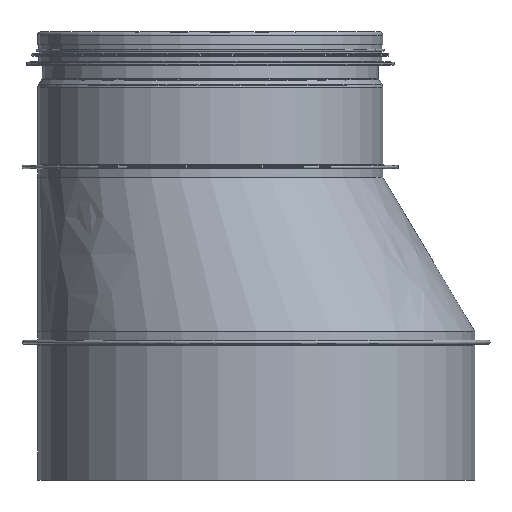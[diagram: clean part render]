
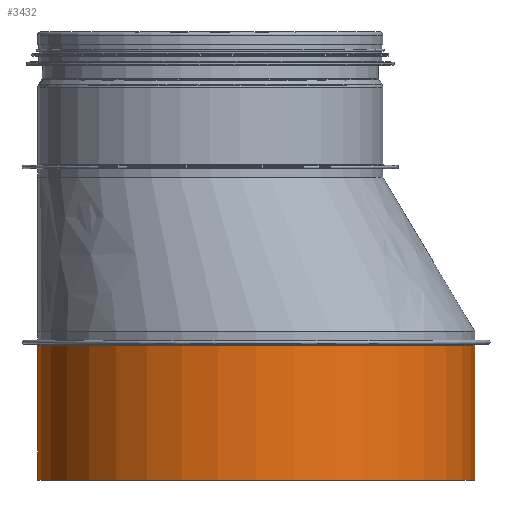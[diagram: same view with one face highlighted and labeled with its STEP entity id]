
A CAD part, front view. The second image highlights one B-rep face of the part: STEP entity #3432.
In plain terms, the highlighted cylindrical face has radius 100.675 mm (diameter 201.35 mm), a full revolution.
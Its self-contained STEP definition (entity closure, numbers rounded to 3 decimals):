
#3057=CARTESIAN_POINT('',(100.675,62.,0.0));
#3058=VERTEX_POINT('',#3057);
#3099=CARTESIAN_POINT('',(100.675,62.,-0.002));
#3100=VERTEX_POINT('',#3099);
#3123=CARTESIAN_POINT('',(100.675,0.0,0.0));
#3124=VERTEX_POINT('',#3123);
#3125=CARTESIAN_POINT('',(100.675,0.0,0.0));
#3126=DIRECTION('',(0.0,1.0,0.0));
#3127=VECTOR('',#3126,62.);
#3128=LINE('',#3125,#3127);
#3129=EDGE_CURVE('',#3124,#3058,#3128,.T.);
#3184=CARTESIAN_POINT('',(100.675,0.0,-0.002));
#3185=VERTEX_POINT('',#3184);
#3202=CARTESIAN_POINT('',(0.0,0.0,0.0));
#3203=DIRECTION('',(0.0,-1.0,0.0));
#3204=DIRECTION('',(1.0,0.0,0.0));
#3205=AXIS2_PLACEMENT_3D('',#3202,#3203,#3204);
#3206=CIRCLE('',#3205,100.675);
#3207=EDGE_CURVE('',#3124,#3185,#3206,.T.);
#3404=CARTESIAN_POINT('',(0.0,62.,0.0));
#3405=DIRECTION('',(0.0,-1.0,0.0));
#3406=DIRECTION('',(1.0,0.0,0.0));
#3407=AXIS2_PLACEMENT_3D('',#3404,#3405,#3406);
#3408=CIRCLE('',#3407,100.675);
#3409=EDGE_CURVE('',#3058,#3100,#3408,.T.);
#3416=CARTESIAN_POINT('',(0.0,36.978,0.0));
#3417=DIRECTION('',(0.0,-1.0,0.0));
#3418=DIRECTION('',(1.0,0.0,0.0));
#3419=AXIS2_PLACEMENT_3D('',#3416,#3417,#3418);
#3420=CYLINDRICAL_SURFACE('',#3419,100.675);
#3421=CARTESIAN_POINT('',(100.675,62.,-0.002));
#3422=DIRECTION('',(0.0,-1.0,0.0));
#3423=VECTOR('',#3422,62.);
#3424=LINE('',#3421,#3423);
#3425=EDGE_CURVE('',#3100,#3185,#3424,.T.);
#3426=ORIENTED_EDGE('',*,*,#3425,.T.);
#3427=ORIENTED_EDGE('',*,*,#3207,.F.);
#3428=ORIENTED_EDGE('',*,*,#3129,.T.);
#3429=ORIENTED_EDGE('',*,*,#3409,.T.);
#3430=EDGE_LOOP('',(#3426,#3427,#3428,#3429));
#3431=FACE_OUTER_BOUND('',#3430,.T.);
#3432=ADVANCED_FACE('',(#3431),#3420,.T.);
